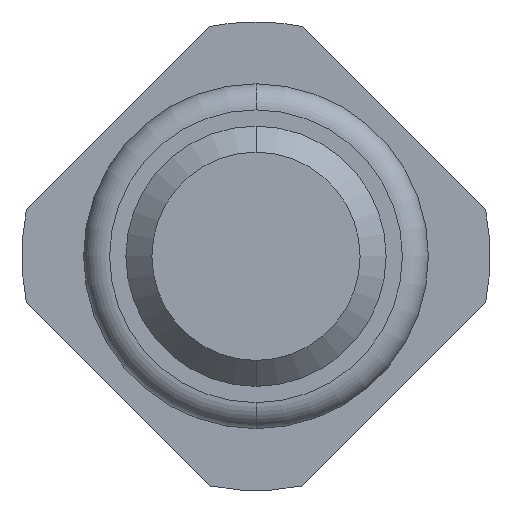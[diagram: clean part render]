
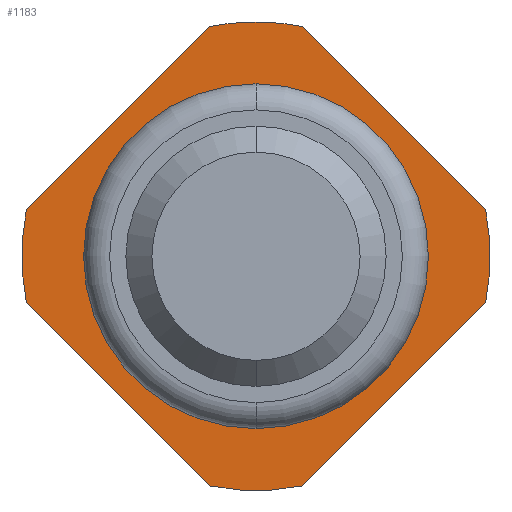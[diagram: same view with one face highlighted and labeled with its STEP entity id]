
A CAD part, front view. The second image highlights one B-rep face of the part: STEP entity #1183.
In plain terms, the highlighted planar face has unit normal (0, -1, 0).
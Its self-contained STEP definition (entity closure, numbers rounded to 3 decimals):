
#24 = CARTESIAN_POINT ( 'NONE',  ( 1.764, -2., 0.357 ) ) ;
#226 = CARTESIAN_POINT ( 'NONE',  ( 0., -2., 0. ) ) ;
#239 = CIRCLE ( 'NONE', #2520, 1.325 ) ;
#247 = EDGE_CURVE ( 'Defeature ausgef�hrt2_17+Defeature ausgef�hrt2_0+Defeature ausgef�hrt2_3+Defeature ausgef�hrt2_2', #538, #2321, #1324, .T. ) ;
#341 = VERTEX_POINT ( 'NONE', #1341 ) ;
#357 = EDGE_CURVE ( 'Defeature ausgef�hrt2_3+Defeature ausgef�hrt2_0+Defeature ausgef�hrt2_16+Defeature ausgef�hrt2_17', #1214, #538, #1310, .T. ) ;
#446 = DIRECTION ( 'NONE',  ( 0., 1., 0. ) ) ;
#447 = CARTESIAN_POINT ( 'NONE',  ( -0.357, -2., 1.764 ) ) ;
#473 = EDGE_CURVE ( 'Defeature ausgef�hrt2_16+Defeature ausgef�hrt2_0+Defeature ausgef�hrt2_4+Defeature ausgef�hrt2_3', #2580, #1214, #1406, .T. ) ;
#484 = EDGE_LOOP ( 'NONE', ( #1054, #870, #2300, #2701, #3537, #3076, #747, #2169, #1127 ) ) ;
#527 = DIRECTION ( 'NONE',  ( 0., 0., 1. ) ) ;
#538 = VERTEX_POINT ( 'NONE', #1224 ) ;
#602 = CIRCLE ( 'NONE', #1080, 1.8 ) ;
#624 = CARTESIAN_POINT ( 'NONE',  ( 0., -2., 0. ) ) ;
#747 = ORIENTED_EDGE ( 'NONE', *, *, #3198, .F. ) ;
#783 = DIRECTION ( 'NONE',  ( 0., 1., 0. ) ) ;
#803 = DIRECTION ( 'NONE',  ( 0., 0., 1. ) ) ;
#833 = CIRCLE ( 'NONE', #2338, 1.325 ) ;
#842 = EDGE_CURVE ( 'Defeature ausgef�hrt2_2+Defeature ausgef�hrt2_0+Defeature ausgef�hrt2_17+Defeature ausgef�hrt2_18', #2321, #1078, #2214, .T. ) ;
#845 = DIRECTION ( 'NONE',  ( -0.707, 0., 0.707 ) ) ;
#870 = ORIENTED_EDGE ( 'NONE', *, *, #3086, .F. ) ;
#1021 = DIRECTION ( 'NONE',  ( 0., 1., 0. ) ) ;
#1049 = LINE ( 'NONE', #1087, #3374 ) ;
#1054 = ORIENTED_EDGE ( 'NONE', *, *, #1149, .F. ) ;
#1069 = VERTEX_POINT ( 'NONE', #3280 ) ;
#1078 = VERTEX_POINT ( 'NONE', #1820 ) ;
#1080 = AXIS2_PLACEMENT_3D ( 'NONE', #2030, #1472, #3208 ) ;
#1084 = VERTEX_POINT ( 'NONE', #1836 ) ;
#1087 = CARTESIAN_POINT ( 'NONE',  ( 1.961, -2., 0.161 ) ) ;
#1107 = CARTESIAN_POINT ( 'NONE',  ( -0.161, -2., 1.961 ) ) ;
#1127 = ORIENTED_EDGE ( 'NONE', *, *, #1940, .F. ) ;
#1149 = EDGE_CURVE ( 'Defeature ausgef�hrt2_18+Defeature ausgef�hrt2_0+Defeature ausgef�hrt2_2+Defeature ausgef�hrt2_1', #1084, #2455, #1049, .T. ) ;
#1166 = DIRECTION ( 'NONE',  ( 0., 0., 1. ) ) ;
#1183 = ADVANCED_FACE ( 'Defeature ausgef�hrt2_0', ( #2745, #2768 ), #2460, .F. ) ;
#1214 = VERTEX_POINT ( 'NONE', #3072 ) ;
#1224 = CARTESIAN_POINT ( 'NONE',  ( -1.764, -2., 0.357 ) ) ;
#1238 = CARTESIAN_POINT ( 'NONE',  ( 0., -2., 0. ) ) ;
#1252 = DIRECTION ( 'NONE',  ( -0.707, 0., -0.707 ) ) ;
#1308 = DIRECTION ( 'NONE',  ( 0., 0., 1. ) ) ;
#1310 = CIRCLE ( 'NONE', #1783, 1.8 ) ;
#1321 = CIRCLE ( 'NONE', #2397, 1.8 ) ;
#1324 = LINE ( 'NONE', #1107, #3717 ) ;
#1331 = CARTESIAN_POINT ( 'NONE',  ( 1.764, -2., -0.357 ) ) ;
#1341 = CARTESIAN_POINT ( 'NONE',  ( 0., -2., -1.325 ) ) ;
#1359 = DIRECTION ( 'NONE',  ( 0.707, 0., 0.707 ) ) ;
#1406 = LINE ( 'NONE', #2001, #2021 ) ;
#1472 = DIRECTION ( 'NONE',  ( 0., 1., 0. ) ) ;
#1500 = CARTESIAN_POINT ( 'NONE',  ( 1.961, -2., -0.161 ) ) ;
#1531 = EDGE_CURVE ( 'Defeature ausgef�hrt2_15+Defeature ausgef�hrt2_0+Defeature ausgef�hrt2_1+Defeature ausgef�hrt2_4', #1671, #3343, #2682, .T. ) ;
#1602 = EDGE_CURVE ( 'Defeature ausgef�hrt2_0+Defeature ausgef�hrt2_12+Defeature ausgef�hrt2_12+Defeature ausgef�hrt2_12', #1069, #341, #833, .T. ) ;
#1663 = DIRECTION ( 'NONE',  ( 0.707, 0., -0.707 ) ) ;
#1671 = VERTEX_POINT ( 'NONE', #1331 ) ;
#1708 = DIRECTION ( 'NONE',  ( 0., 1., 0. ) ) ;
#1783 = AXIS2_PLACEMENT_3D ( 'NONE', #226, #2485, #3643 ) ;
#1820 = CARTESIAN_POINT ( 'NONE',  ( 0., -2., 1.8 ) ) ;
#1836 = CARTESIAN_POINT ( 'NONE',  ( 0.357, -2., 1.764 ) ) ;
#1869 = CARTESIAN_POINT ( 'NONE',  ( 0., -2., 0. ) ) ;
#1940 = EDGE_CURVE ( 'Defeature ausgef�hrt2_1+Defeature ausgef�hrt2_0+Defeature ausgef�hrt2_18+Defeature ausgef�hrt2_15', #2455, #1671, #602, .T. ) ;
#2001 = CARTESIAN_POINT ( 'NONE',  ( -0.161, -2., -1.961 ) ) ;
#2021 = VECTOR ( 'NONE', #845, 1000. ) ;
#2028 = VECTOR ( 'NONE', #1252, 1000. ) ;
#2030 = CARTESIAN_POINT ( 'NONE',  ( 0., -2., 0. ) ) ;
#2159 = AXIS2_PLACEMENT_3D ( 'NONE', #3635, #446, #803 ) ;
#2169 = ORIENTED_EDGE ( 'NONE', *, *, #1531, .F. ) ;
#2173 = ORIENTED_EDGE ( 'NONE', *, *, #3662, .T. ) ;
#2214 = CIRCLE ( 'NONE', #2943, 1.8 ) ;
#2300 = ORIENTED_EDGE ( 'NONE', *, *, #842, .F. ) ;
#2321 = VERTEX_POINT ( 'NONE', #447 ) ;
#2338 = AXIS2_PLACEMENT_3D ( 'NONE', #1869, #783, #1308 ) ;
#2397 = AXIS2_PLACEMENT_3D ( 'NONE', #624, #1708, #1166 ) ;
#2420 = DIRECTION ( 'NONE',  ( 0., 1., 0. ) ) ;
#2431 = CARTESIAN_POINT ( 'NONE',  ( -0.357, -2., -1.764 ) ) ;
#2455 = VERTEX_POINT ( 'NONE', #24 ) ;
#2457 = CIRCLE ( 'NONE', #2952, 1.8 ) ;
#2460 = PLANE ( 'NONE',  #2159 ) ;
#2482 = DIRECTION ( 'NONE',  ( 0., 1., 0. ) ) ;
#2485 = DIRECTION ( 'NONE',  ( 0., 1., 0. ) ) ;
#2520 = AXIS2_PLACEMENT_3D ( 'NONE', #1238, #2420, #3505 ) ;
#2580 = VERTEX_POINT ( 'NONE', #2431 ) ;
#2682 = LINE ( 'NONE', #1500, #2028 ) ;
#2701 = ORIENTED_EDGE ( 'NONE', *, *, #247, .F. ) ;
#2745 = FACE_BOUND ( 'NONE', #3149, .T. ) ;
#2752 = CARTESIAN_POINT ( 'NONE',  ( 0., -2., 0. ) ) ;
#2768 = FACE_OUTER_BOUND ( 'NONE', #484, .T. ) ;
#2790 = DIRECTION ( 'NONE',  ( 0., 0., 1. ) ) ;
#2943 = AXIS2_PLACEMENT_3D ( 'NONE', #3678, #2482, #2790 ) ;
#2952 = AXIS2_PLACEMENT_3D ( 'NONE', #2752, #1021, #527 ) ;
#2966 = CARTESIAN_POINT ( 'NONE',  ( 0.357, -2., -1.764 ) ) ;
#3072 = CARTESIAN_POINT ( 'NONE',  ( -1.764, -2., -0.357 ) ) ;
#3076 = ORIENTED_EDGE ( 'NONE', *, *, #473, .F. ) ;
#3086 = EDGE_CURVE ( 'Defeature ausgef�hrt2_2+Defeature ausgef�hrt2_0+Defeature ausgef�hrt2_17+Defeature ausgef�hrt2_18', #1078, #1084, #2457, .T. ) ;
#3149 = EDGE_LOOP ( 'NONE', ( #3623, #2173 ) ) ;
#3198 = EDGE_CURVE ( 'Defeature ausgef�hrt2_4+Defeature ausgef�hrt2_0+Defeature ausgef�hrt2_15+Defeature ausgef�hrt2_16', #3343, #2580, #1321, .T. ) ;
#3208 = DIRECTION ( 'NONE',  ( 0., 0., 1. ) ) ;
#3280 = CARTESIAN_POINT ( 'NONE',  ( 0., -2., 1.325 ) ) ;
#3343 = VERTEX_POINT ( 'NONE', #2966 ) ;
#3374 = VECTOR ( 'NONE', #1663, 1000. ) ;
#3505 = DIRECTION ( 'NONE',  ( 0., 0., 1. ) ) ;
#3537 = ORIENTED_EDGE ( 'NONE', *, *, #357, .F. ) ;
#3623 = ORIENTED_EDGE ( 'NONE', *, *, #1602, .T. ) ;
#3635 = CARTESIAN_POINT ( 'NONE',  ( 1.8, -2., 0. ) ) ;
#3643 = DIRECTION ( 'NONE',  ( 0., 0., 1. ) ) ;
#3662 = EDGE_CURVE ( 'Defeature ausgef�hrt2_0+Defeature ausgef�hrt2_12+Defeature ausgef�hrt2_12+Defeature ausgef�hrt2_12', #341, #1069, #239, .T. ) ;
#3678 = CARTESIAN_POINT ( 'NONE',  ( 0., -2., 0. ) ) ;
#3717 = VECTOR ( 'NONE', #1359, 1000. ) ;
